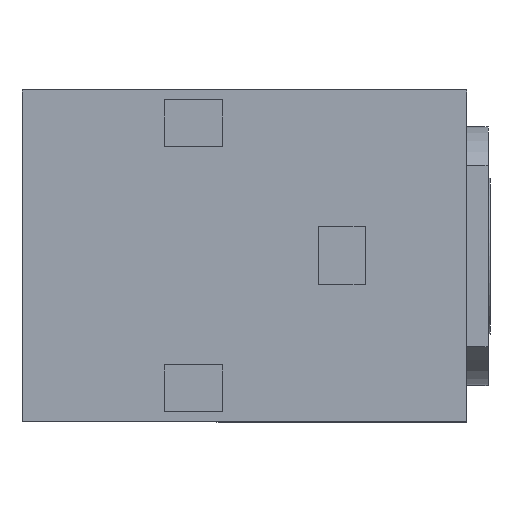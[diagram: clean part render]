
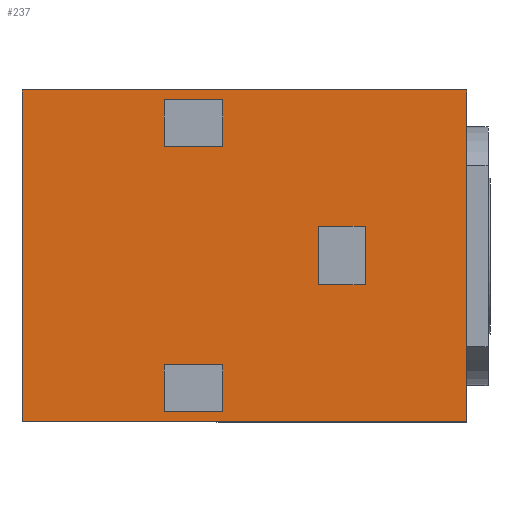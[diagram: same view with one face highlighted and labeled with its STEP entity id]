
A CAD part, top view. The second image highlights one B-rep face of the part: STEP entity #237.
In plain terms, the highlighted planar face has unit normal (0, 0, 1).
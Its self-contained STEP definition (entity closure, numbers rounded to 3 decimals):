
#82=LINE('',#1109,#159);
#83=LINE('',#1112,#160);
#84=LINE('',#1114,#161);
#85=LINE('',#1116,#162);
#86=LINE('',#1117,#163);
#87=LINE('',#1120,#164);
#88=LINE('',#1122,#165);
#89=LINE('',#1124,#166);
#90=LINE('',#1125,#167);
#91=LINE('',#1128,#168);
#92=LINE('',#1130,#169);
#93=LINE('',#1132,#170);
#94=LINE('',#1133,#171);
#95=LINE('',#1136,#172);
#96=LINE('',#1138,#173);
#97=LINE('',#1140,#174);
#159=VECTOR('',#896,1.);
#160=VECTOR('',#897,1.);
#161=VECTOR('',#898,1.);
#162=VECTOR('',#899,1.);
#163=VECTOR('',#900,1.);
#164=VECTOR('',#901,1.);
#165=VECTOR('',#902,1.);
#166=VECTOR('',#903,1.);
#167=VECTOR('',#904,1.);
#168=VECTOR('',#905,1.);
#169=VECTOR('',#906,1.);
#170=VECTOR('',#907,1.);
#171=VECTOR('',#908,1.);
#172=VECTOR('',#909,1.);
#173=VECTOR('',#910,1.);
#174=VECTOR('',#911,1.);
#237=ADVANCED_FACE('',(#315,#316,#317,#318),#281,.F.);
#281=PLANE('',#815);
#315=FACE_BOUND('',#335,.T.);
#316=FACE_BOUND('',#336,.T.);
#317=FACE_BOUND('',#337,.T.);
#318=FACE_BOUND('',#338,.T.);
#335=EDGE_LOOP('',(#395,#396,#397,#398));
#336=EDGE_LOOP('',(#399,#400,#401,#402));
#337=EDGE_LOOP('',(#403,#404,#405,#406));
#338=EDGE_LOOP('',(#407,#408,#409,#410));
#395=ORIENTED_EDGE('',*,*,#661,.T.);
#396=ORIENTED_EDGE('',*,*,#662,.T.);
#397=ORIENTED_EDGE('',*,*,#663,.T.);
#398=ORIENTED_EDGE('',*,*,#664,.T.);
#399=ORIENTED_EDGE('',*,*,#665,.F.);
#400=ORIENTED_EDGE('',*,*,#666,.F.);
#401=ORIENTED_EDGE('',*,*,#667,.F.);
#402=ORIENTED_EDGE('',*,*,#668,.F.);
#403=ORIENTED_EDGE('',*,*,#669,.T.);
#404=ORIENTED_EDGE('',*,*,#670,.F.);
#405=ORIENTED_EDGE('',*,*,#671,.F.);
#406=ORIENTED_EDGE('',*,*,#672,.T.);
#407=ORIENTED_EDGE('',*,*,#673,.F.);
#408=ORIENTED_EDGE('',*,*,#674,.F.);
#409=ORIENTED_EDGE('',*,*,#675,.F.);
#410=ORIENTED_EDGE('',*,*,#676,.F.);
#593=VERTEX_POINT('',#1110);
#594=VERTEX_POINT('',#1111);
#595=VERTEX_POINT('',#1113);
#596=VERTEX_POINT('',#1115);
#597=VERTEX_POINT('',#1118);
#598=VERTEX_POINT('',#1119);
#599=VERTEX_POINT('',#1121);
#600=VERTEX_POINT('',#1123);
#601=VERTEX_POINT('',#1126);
#602=VERTEX_POINT('',#1127);
#603=VERTEX_POINT('',#1129);
#604=VERTEX_POINT('',#1131);
#605=VERTEX_POINT('',#1134);
#606=VERTEX_POINT('',#1135);
#607=VERTEX_POINT('',#1137);
#608=VERTEX_POINT('',#1139);
#661=EDGE_CURVE('',#593,#594,#82,.T.);
#662=EDGE_CURVE('',#594,#595,#83,.T.);
#663=EDGE_CURVE('',#595,#596,#84,.T.);
#664=EDGE_CURVE('',#596,#593,#85,.T.);
#665=EDGE_CURVE('',#597,#598,#86,.T.);
#666=EDGE_CURVE('',#599,#597,#87,.T.);
#667=EDGE_CURVE('',#600,#599,#88,.T.);
#668=EDGE_CURVE('',#598,#600,#89,.T.);
#669=EDGE_CURVE('',#601,#602,#90,.T.);
#670=EDGE_CURVE('',#603,#602,#91,.T.);
#671=EDGE_CURVE('',#604,#603,#92,.T.);
#672=EDGE_CURVE('',#604,#601,#93,.T.);
#673=EDGE_CURVE('',#605,#606,#94,.T.);
#674=EDGE_CURVE('',#607,#605,#95,.T.);
#675=EDGE_CURVE('',#608,#607,#96,.T.);
#676=EDGE_CURVE('',#606,#608,#97,.T.);
#815=AXIS2_PLACEMENT_3D('',#1141,#912,#913);
#896=DIRECTION('',(0.,1.,0.));
#897=DIRECTION('',(1.,0.,0.));
#898=DIRECTION('',(0.,-1.,0.));
#899=DIRECTION('',(-1.,0.,0.));
#900=DIRECTION('',(1.,0.,0.));
#901=DIRECTION('',(0.,-1.,0.));
#902=DIRECTION('',(-1.,0.,0.));
#903=DIRECTION('',(0.,1.,0.));
#904=DIRECTION('',(-1.,0.,0.));
#905=DIRECTION('',(0.,1.,0.));
#906=DIRECTION('',(-1.,0.,0.));
#907=DIRECTION('',(0.,1.,0.));
#908=DIRECTION('',(0.,-1.,0.));
#909=DIRECTION('',(-1.,0.,0.));
#910=DIRECTION('',(0.,1.,0.));
#911=DIRECTION('',(1.,0.,0.));
#912=DIRECTION('',(0.,0.,-1.));
#913=DIRECTION('',(-1.,0.,0.));
#1109=CARTESIAN_POINT('',(-7.5,-28.,0.));
#1110=CARTESIAN_POINT('',(-7.5,-40.,0.));
#1111=CARTESIAN_POINT('',(-7.5,-28.,0.));
#1112=CARTESIAN_POINT('',(7.5,-28.,0.));
#1113=CARTESIAN_POINT('',(7.5,-28.,0.));
#1114=CARTESIAN_POINT('',(7.5,-28.,0.));
#1115=CARTESIAN_POINT('',(7.5,-40.,0.));
#1116=CARTESIAN_POINT('',(-7.5,-40.,0.));
#1117=CARTESIAN_POINT('',(44.,-7.5,0.));
#1118=CARTESIAN_POINT('',(32.,-7.5,0.));
#1119=CARTESIAN_POINT('',(44.,-7.5,0.));
#1120=CARTESIAN_POINT('',(32.,7.5,0.));
#1121=CARTESIAN_POINT('',(32.,7.5,0.));
#1122=CARTESIAN_POINT('',(32.,7.5,0.));
#1123=CARTESIAN_POINT('',(44.,7.5,0.));
#1124=CARTESIAN_POINT('',(44.,-7.5,0.));
#1125=CARTESIAN_POINT('',(70.,42.5,0.));
#1126=CARTESIAN_POINT('',(70.,42.5,0.));
#1127=CARTESIAN_POINT('',(-44.,42.5,0.));
#1128=CARTESIAN_POINT('',(-44.,-42.5,0.));
#1129=CARTESIAN_POINT('',(-44.,-42.5,0.));
#1130=CARTESIAN_POINT('',(70.,-42.5,0.));
#1131=CARTESIAN_POINT('',(70.,-42.5,0.));
#1132=CARTESIAN_POINT('',(70.,-42.5,0.));
#1133=CARTESIAN_POINT('',(-7.5,28.,0.));
#1134=CARTESIAN_POINT('',(-7.5,40.,0.));
#1135=CARTESIAN_POINT('',(-7.5,28.,0.));
#1136=CARTESIAN_POINT('',(7.5,40.,0.));
#1137=CARTESIAN_POINT('',(7.5,40.,0.));
#1138=CARTESIAN_POINT('',(7.5,40.,0.));
#1139=CARTESIAN_POINT('',(7.5,28.,0.));
#1140=CARTESIAN_POINT('',(-7.5,28.,0.));
#1141=CARTESIAN_POINT('',(70.,-42.5,0.));
